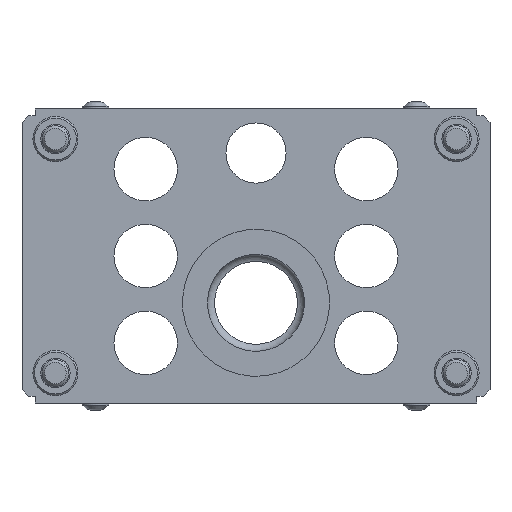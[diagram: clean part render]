
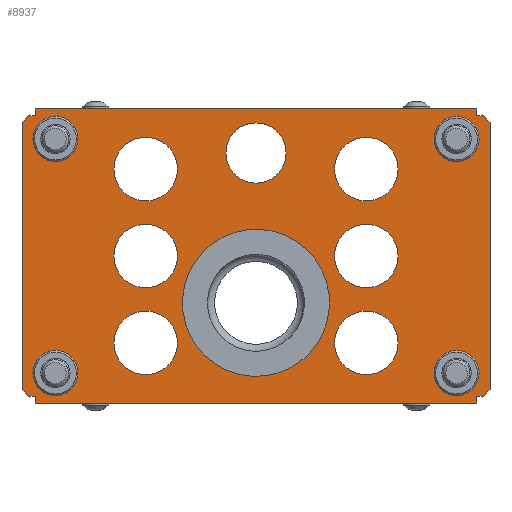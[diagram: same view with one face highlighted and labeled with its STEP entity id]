
A CAD part, left-side view. The second image highlights one B-rep face of the part: STEP entity #8937.
In plain terms, the highlighted planar face has unit normal (-1, 0, 0).
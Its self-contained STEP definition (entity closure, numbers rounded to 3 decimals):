
#574=FACE_BOUND('',#1630,.T.);
#575=FACE_BOUND('',#1631,.T.);
#576=FACE_BOUND('',#1632,.T.);
#577=FACE_BOUND('',#1633,.T.);
#578=FACE_BOUND('',#1634,.T.);
#579=FACE_BOUND('',#1635,.T.);
#580=FACE_BOUND('',#1636,.T.);
#581=FACE_BOUND('',#1637,.T.);
#582=FACE_BOUND('',#1638,.T.);
#583=FACE_BOUND('',#1639,.T.);
#584=FACE_BOUND('',#1640,.T.);
#585=FACE_BOUND('',#1641,.T.);
#688=PLANE('',#9678);
#1057=FACE_OUTER_BOUND('',#1629,.T.);
#1629=EDGE_LOOP('',(#6554,#6555,#6556,#6557,#6558,#6559,#6560,#6561,#6562,
#6563,#6564,#6565,#6566,#6567,#6568,#6569));
#1630=EDGE_LOOP('',(#6570));
#1631=EDGE_LOOP('',(#6571));
#1632=EDGE_LOOP('',(#6572));
#1633=EDGE_LOOP('',(#6573));
#1634=EDGE_LOOP('',(#6574));
#1635=EDGE_LOOP('',(#6575));
#1636=EDGE_LOOP('',(#6576));
#1637=EDGE_LOOP('',(#6577));
#1638=EDGE_LOOP('',(#6578));
#1639=EDGE_LOOP('',(#6579));
#1640=EDGE_LOOP('',(#6580));
#1641=EDGE_LOOP('',(#6581));
#2215=LINE('',#13312,#2888);
#2226=LINE('',#13521,#2899);
#2232=LINE('',#13532,#2905);
#2233=LINE('',#13535,#2906);
#2234=LINE('',#13537,#2907);
#2235=LINE('',#13539,#2908);
#2236=LINE('',#13541,#2909);
#2237=LINE('',#13543,#2910);
#2238=LINE('',#13545,#2911);
#2239=LINE('',#13547,#2912);
#2240=LINE('',#13549,#2913);
#2241=LINE('',#13551,#2914);
#2242=LINE('',#13553,#2915);
#2243=LINE('',#13555,#2916);
#2244=LINE('',#13557,#2917);
#2245=LINE('',#13558,#2918);
#2888=VECTOR('',#10835,10.);
#2899=VECTOR('',#10852,10.);
#2905=VECTOR('',#10860,10.);
#2906=VECTOR('',#10863,10.);
#2907=VECTOR('',#10864,10.);
#2908=VECTOR('',#10865,10.);
#2909=VECTOR('',#10866,10.);
#2910=VECTOR('',#10867,10.);
#2911=VECTOR('',#10868,10.);
#2912=VECTOR('',#10869,10.);
#2913=VECTOR('',#10870,10.);
#2914=VECTOR('',#10871,10.);
#2915=VECTOR('',#10872,10.);
#2916=VECTOR('',#10873,10.);
#2917=VECTOR('',#10874,10.);
#2918=VECTOR('',#10875,10.);
#3455=CIRCLE('',#9491,6.25);
#3477=CIRCLE('',#9535,6.25);
#3500=CIRCLE('',#9580,6.25);
#3523=CIRCLE('',#9625,22.);
#3551=CIRCLE('',#9679,6.25);
#3552=CIRCLE('',#9680,9.5);
#3553=CIRCLE('',#9681,9.5);
#3554=CIRCLE('',#9682,9.5);
#3555=CIRCLE('',#9683,9.5);
#3556=CIRCLE('',#9684,9.5);
#3557=CIRCLE('',#9685,9.5);
#3558=CIRCLE('',#9686,9.);
#3861=VERTEX_POINT('',#12784);
#3894=VERTEX_POINT('',#12903);
#3928=VERTEX_POINT('',#13024);
#3960=VERTEX_POINT('',#13197);
#3995=VERTEX_POINT('',#13309);
#3996=VERTEX_POINT('',#13311);
#4015=VERTEX_POINT('',#13520);
#4019=VERTEX_POINT('',#13530);
#4020=VERTEX_POINT('',#13534);
#4021=VERTEX_POINT('',#13536);
#4022=VERTEX_POINT('',#13538);
#4023=VERTEX_POINT('',#13540);
#4024=VERTEX_POINT('',#13542);
#4025=VERTEX_POINT('',#13544);
#4026=VERTEX_POINT('',#13546);
#4027=VERTEX_POINT('',#13548);
#4028=VERTEX_POINT('',#13550);
#4029=VERTEX_POINT('',#13552);
#4030=VERTEX_POINT('',#13554);
#4031=VERTEX_POINT('',#13556);
#4032=VERTEX_POINT('',#13559);
#4033=VERTEX_POINT('',#13561);
#4034=VERTEX_POINT('',#13563);
#4035=VERTEX_POINT('',#13565);
#4036=VERTEX_POINT('',#13567);
#4037=VERTEX_POINT('',#13569);
#4038=VERTEX_POINT('',#13571);
#4039=VERTEX_POINT('',#13573);
#4733=EDGE_CURVE('',#3861,#3861,#3455,.T.);
#4783=EDGE_CURVE('',#3894,#3894,#3477,.T.);
#4834=EDGE_CURVE('',#3928,#3928,#3500,.T.);
#4885=EDGE_CURVE('',#3960,#3960,#3523,.T.);
#4940=EDGE_CURVE('',#3996,#3995,#2215,.T.);
#4960=EDGE_CURVE('',#4015,#3996,#2226,.T.);
#4966=EDGE_CURVE('',#4019,#3995,#2232,.T.);
#4967=EDGE_CURVE('',#4019,#4020,#2233,.T.);
#4968=EDGE_CURVE('',#4021,#4020,#2234,.T.);
#4969=EDGE_CURVE('',#4021,#4022,#2235,.T.);
#4970=EDGE_CURVE('',#4023,#4022,#2236,.T.);
#4971=EDGE_CURVE('',#4023,#4024,#2237,.T.);
#4972=EDGE_CURVE('',#4024,#4025,#2238,.T.);
#4973=EDGE_CURVE('',#4025,#4026,#2239,.T.);
#4974=EDGE_CURVE('',#4027,#4026,#2240,.T.);
#4975=EDGE_CURVE('',#4027,#4028,#2241,.T.);
#4976=EDGE_CURVE('',#4029,#4028,#2242,.T.);
#4977=EDGE_CURVE('',#4029,#4030,#2243,.T.);
#4978=EDGE_CURVE('',#4031,#4030,#2244,.T.);
#4979=EDGE_CURVE('',#4031,#4015,#2245,.T.);
#4980=EDGE_CURVE('',#4032,#4032,#3551,.T.);
#4981=EDGE_CURVE('',#4033,#4033,#3552,.T.);
#4982=EDGE_CURVE('',#4034,#4034,#3553,.T.);
#4983=EDGE_CURVE('',#4035,#4035,#3554,.T.);
#4984=EDGE_CURVE('',#4036,#4036,#3555,.T.);
#4985=EDGE_CURVE('',#4037,#4037,#3556,.T.);
#4986=EDGE_CURVE('',#4038,#4038,#3557,.T.);
#4987=EDGE_CURVE('',#4039,#4039,#3558,.T.);
#6554=ORIENTED_EDGE('',*,*,#4940,.T.);
#6555=ORIENTED_EDGE('',*,*,#4966,.F.);
#6556=ORIENTED_EDGE('',*,*,#4967,.T.);
#6557=ORIENTED_EDGE('',*,*,#4968,.F.);
#6558=ORIENTED_EDGE('',*,*,#4969,.T.);
#6559=ORIENTED_EDGE('',*,*,#4970,.F.);
#6560=ORIENTED_EDGE('',*,*,#4971,.T.);
#6561=ORIENTED_EDGE('',*,*,#4972,.T.);
#6562=ORIENTED_EDGE('',*,*,#4973,.T.);
#6563=ORIENTED_EDGE('',*,*,#4974,.F.);
#6564=ORIENTED_EDGE('',*,*,#4975,.T.);
#6565=ORIENTED_EDGE('',*,*,#4976,.F.);
#6566=ORIENTED_EDGE('',*,*,#4977,.T.);
#6567=ORIENTED_EDGE('',*,*,#4978,.F.);
#6568=ORIENTED_EDGE('',*,*,#4979,.T.);
#6569=ORIENTED_EDGE('',*,*,#4960,.T.);
#6570=ORIENTED_EDGE('',*,*,#4733,.T.);
#6571=ORIENTED_EDGE('',*,*,#4783,.T.);
#6572=ORIENTED_EDGE('',*,*,#4834,.T.);
#6573=ORIENTED_EDGE('',*,*,#4885,.T.);
#6574=ORIENTED_EDGE('',*,*,#4980,.F.);
#6575=ORIENTED_EDGE('',*,*,#4981,.T.);
#6576=ORIENTED_EDGE('',*,*,#4982,.T.);
#6577=ORIENTED_EDGE('',*,*,#4983,.T.);
#6578=ORIENTED_EDGE('',*,*,#4984,.T.);
#6579=ORIENTED_EDGE('',*,*,#4985,.T.);
#6580=ORIENTED_EDGE('',*,*,#4986,.T.);
#6581=ORIENTED_EDGE('',*,*,#4987,.T.);
#8937=ADVANCED_FACE('',(#1057,#574,#575,#576,#577,#578,#579,#580,#581,#582,
#583,#584,#585),#688,.T.);
#9491=AXIS2_PLACEMENT_3D('',#12785,#10377,#10378);
#9535=AXIS2_PLACEMENT_3D('',#12904,#10486,#10487);
#9580=AXIS2_PLACEMENT_3D('',#13025,#10597,#10598);
#9625=AXIS2_PLACEMENT_3D('',#13198,#10708,#10709);
#9678=AXIS2_PLACEMENT_3D('',#13533,#10861,#10862);
#9679=AXIS2_PLACEMENT_3D('',#13560,#10876,#10877);
#9680=AXIS2_PLACEMENT_3D('',#13562,#10878,#10879);
#9681=AXIS2_PLACEMENT_3D('',#13564,#10880,#10881);
#9682=AXIS2_PLACEMENT_3D('',#13566,#10882,#10883);
#9683=AXIS2_PLACEMENT_3D('',#13568,#10884,#10885);
#9684=AXIS2_PLACEMENT_3D('',#13570,#10886,#10887);
#9685=AXIS2_PLACEMENT_3D('',#13572,#10888,#10889);
#9686=AXIS2_PLACEMENT_3D('',#13574,#10890,#10891);
#10377=DIRECTION('center_axis',(1.,0.,0.));
#10378=DIRECTION('ref_axis',(0.,0.198,-0.98));
#10486=DIRECTION('center_axis',(1.,0.,0.));
#10487=DIRECTION('ref_axis',(0.,0.198,-0.98));
#10597=DIRECTION('center_axis',(1.,0.,0.));
#10598=DIRECTION('ref_axis',(0.,0.198,-0.98));
#10708=DIRECTION('center_axis',(1.,0.,0.));
#10709=DIRECTION('ref_axis',(0.,-0.993,0.114));
#10835=DIRECTION('',(0.,-1.,0.));
#10852=DIRECTION('',(0.,0.,-1.));
#10860=DIRECTION('',(0.,0.,-1.));
#10861=DIRECTION('center_axis',(-1.,0.,0.));
#10862=DIRECTION('ref_axis',(0.,1.,0.));
#10863=DIRECTION('',(0.,-1.,0.));
#10864=DIRECTION('',(0.,0.707,-0.707));
#10865=DIRECTION('',(0.,0.,1.));
#10866=DIRECTION('',(0.,-0.707,-0.707));
#10867=DIRECTION('',(0.,1.,0.));
#10868=DIRECTION('',(0.,0.,1.));
#10869=DIRECTION('',(0.,1.,0.));
#10870=DIRECTION('',(0.,0.,1.));
#10871=DIRECTION('',(0.,1.,0.));
#10872=DIRECTION('',(0.,-0.707,0.707));
#10873=DIRECTION('',(0.,0.,-1.));
#10874=DIRECTION('',(0.,0.707,0.707));
#10875=DIRECTION('',(0.,-1.,0.));
#10876=DIRECTION('center_axis',(-1.,0.,0.));
#10877=DIRECTION('ref_axis',(0.,0.198,-0.98));
#10878=DIRECTION('center_axis',(1.,0.,0.));
#10879=DIRECTION('ref_axis',(0.,0.,-1.));
#10880=DIRECTION('center_axis',(1.,0.,0.));
#10881=DIRECTION('ref_axis',(0.,0.,-1.));
#10882=DIRECTION('center_axis',(1.,0.,0.));
#10883=DIRECTION('ref_axis',(0.,0.,-1.));
#10884=DIRECTION('center_axis',(1.,0.,0.));
#10885=DIRECTION('ref_axis',(0.,0.,-1.));
#10886=DIRECTION('center_axis',(1.,0.,0.));
#10887=DIRECTION('ref_axis',(0.,0.,-1.));
#10888=DIRECTION('center_axis',(1.,0.,0.));
#10889=DIRECTION('ref_axis',(0.,0.,-1.));
#10890=DIRECTION('center_axis',(1.,0.,0.));
#10891=DIRECTION('ref_axis',(0.,0.,1.));
#12784=CARTESIAN_POINT('',(-14.,-61.24,41.126));
#12785=CARTESIAN_POINT('Origin',(-14.,-60.,35.));
#12903=CARTESIAN_POINT('',(-14.,58.76,41.126));
#12904=CARTESIAN_POINT('Origin',(-14.,60.,35.));
#13024=CARTESIAN_POINT('',(-14.,-61.24,-28.874));
#13025=CARTESIAN_POINT('Origin',(-14.,-60.,-35.));
#13197=CARTESIAN_POINT('',(-14.,-2.506,-35.857));
#13198=CARTESIAN_POINT('Origin',(-14.,0.,-14.));
#13309=CARTESIAN_POINT('',(-14.,-66.,-44.));
#13311=CARTESIAN_POINT('',(-14.,66.,-44.));
#13312=CARTESIAN_POINT('',(-14.,-66.,-44.));
#13520=CARTESIAN_POINT('',(-14.,66.,-42.));
#13521=CARTESIAN_POINT('',(-14.,66.,-42.));
#13530=CARTESIAN_POINT('',(-14.,-66.,-42.));
#13532=CARTESIAN_POINT('',(-14.,-66.,-42.));
#13533=CARTESIAN_POINT('Origin',(-14.,66.,-42.));
#13534=CARTESIAN_POINT('',(-14.,-68.,-42.));
#13535=CARTESIAN_POINT('',(-14.,70.,-42.));
#13536=CARTESIAN_POINT('',(-14.,-70.,-40.));
#13537=CARTESIAN_POINT('',(-14.,-62.,-48.));
#13538=CARTESIAN_POINT('',(-14.,-70.,40.));
#13539=CARTESIAN_POINT('',(-14.,-70.,-42.));
#13540=CARTESIAN_POINT('',(-14.,-68.,42.));
#13541=CARTESIAN_POINT('',(-14.,-62.,48.));
#13542=CARTESIAN_POINT('',(-14.,-66.,42.));
#13543=CARTESIAN_POINT('',(-14.,-70.,42.));
#13544=CARTESIAN_POINT('',(-14.,-66.,44.));
#13545=CARTESIAN_POINT('',(-14.,-66.,42.));
#13546=CARTESIAN_POINT('',(-14.,66.,44.));
#13547=CARTESIAN_POINT('',(-14.,66.,44.));
#13548=CARTESIAN_POINT('',(-14.,66.,42.));
#13549=CARTESIAN_POINT('',(-14.,66.,42.));
#13550=CARTESIAN_POINT('',(-14.,68.,42.));
#13551=CARTESIAN_POINT('',(-14.,-70.,42.));
#13552=CARTESIAN_POINT('',(-14.,70.,40.));
#13553=CARTESIAN_POINT('',(-14.,62.,48.));
#13554=CARTESIAN_POINT('',(-14.,70.,-40.));
#13555=CARTESIAN_POINT('',(-14.,70.,42.));
#13556=CARTESIAN_POINT('',(-14.,68.,-42.));
#13557=CARTESIAN_POINT('',(-14.,62.,-48.));
#13558=CARTESIAN_POINT('',(-14.,70.,-42.));
#13559=CARTESIAN_POINT('',(-14.,58.76,-28.874));
#13560=CARTESIAN_POINT('Origin',(-14.,60.,-35.));
#13561=CARTESIAN_POINT('',(-14.,-33.,-16.5));
#13562=CARTESIAN_POINT('Origin',(-14.,-33.,-26.));
#13563=CARTESIAN_POINT('',(-14.,33.,9.5));
#13564=CARTESIAN_POINT('Origin',(-14.,33.,0.));
#13565=CARTESIAN_POINT('',(-14.,-33.,35.5));
#13566=CARTESIAN_POINT('Origin',(-14.,-33.,26.));
#13567=CARTESIAN_POINT('',(-14.,-33.,9.5));
#13568=CARTESIAN_POINT('Origin',(-14.,-33.,0.));
#13569=CARTESIAN_POINT('',(-14.,33.,35.5));
#13570=CARTESIAN_POINT('Origin',(-14.,33.,26.));
#13571=CARTESIAN_POINT('',(-14.,33.,-16.5));
#13572=CARTESIAN_POINT('Origin',(-14.,33.,-26.));
#13573=CARTESIAN_POINT('',(-14.,0.,21.8));
#13574=CARTESIAN_POINT('Origin',(-14.,0.,30.8));
